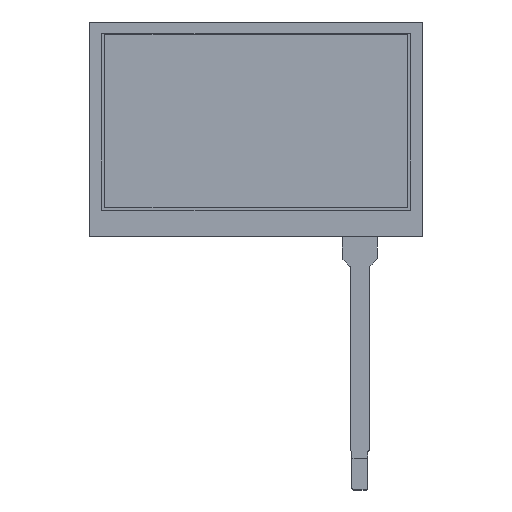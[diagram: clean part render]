
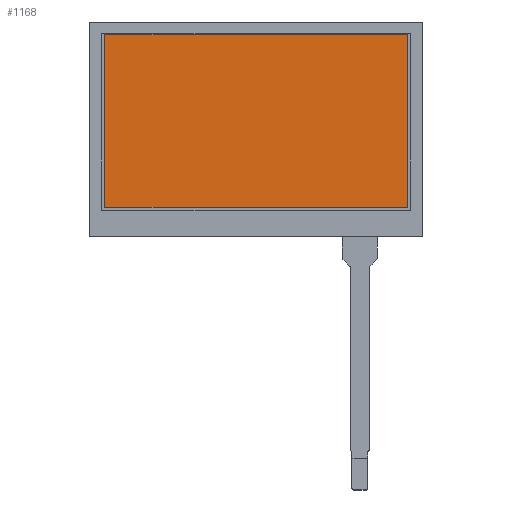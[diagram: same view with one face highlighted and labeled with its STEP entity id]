
A CAD part, top view. The second image highlights one B-rep face of the part: STEP entity #1168.
In plain terms, the highlighted planar face has unit normal (0, 0, 1).
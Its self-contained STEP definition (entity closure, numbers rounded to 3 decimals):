
#84=PLANE('',#1275);
#143=FACE_OUTER_BOUND('',#205,.T.);
#205=EDGE_LOOP('',(#1089,#1090,#1091,#1092));
#305=LINE('',#1844,#439);
#309=LINE('',#1852,#443);
#312=LINE('',#1858,#446);
#315=LINE('',#1863,#449);
#439=VECTOR('',#1521,10.);
#443=VECTOR('',#1527,10.);
#446=VECTOR('',#1532,10.);
#449=VECTOR('',#1537,10.);
#587=VERTEX_POINT('',#1842);
#588=VERTEX_POINT('',#1843);
#591=VERTEX_POINT('',#1851);
#593=VERTEX_POINT('',#1857);
#737=EDGE_CURVE('',#587,#588,#305,.T.);
#741=EDGE_CURVE('',#591,#587,#309,.T.);
#744=EDGE_CURVE('',#593,#591,#312,.T.);
#747=EDGE_CURVE('',#588,#593,#315,.T.);
#1089=ORIENTED_EDGE('',*,*,#737,.T.);
#1090=ORIENTED_EDGE('',*,*,#747,.T.);
#1091=ORIENTED_EDGE('',*,*,#744,.T.);
#1092=ORIENTED_EDGE('',*,*,#741,.T.);
#1168=ADVANCED_FACE('',(#143),#84,.T.);
#1275=AXIS2_PLACEMENT_3D('',#1915,#1583,#1584);
#1521=DIRECTION('',(1.,0.,0.));
#1527=DIRECTION('',(0.,-1.,0.));
#1532=DIRECTION('',(-1.,0.,0.));
#1537=DIRECTION('',(0.,1.,0.));
#1583=DIRECTION('center_axis',(0.,0.,1.));
#1584=DIRECTION('ref_axis',(1.,0.,0.));
#1842=CARTESIAN_POINT('',(-47.77,-27.18,0.));
#1843=CARTESIAN_POINT('',(47.77,-27.18,0.));
#1844=CARTESIAN_POINT('',(-23.91,-27.18,0.));
#1851=CARTESIAN_POINT('',(-47.77,27.18,0.));
#1852=CARTESIAN_POINT('',(-47.77,12.273,0.));
#1857=CARTESIAN_POINT('',(47.77,27.18,0.));
#1858=CARTESIAN_POINT('',(23.86,27.18,0.));
#1863=CARTESIAN_POINT('',(47.77,-14.908,0.));
#1915=CARTESIAN_POINT('Origin',(-0.05,-2.635,0.));
